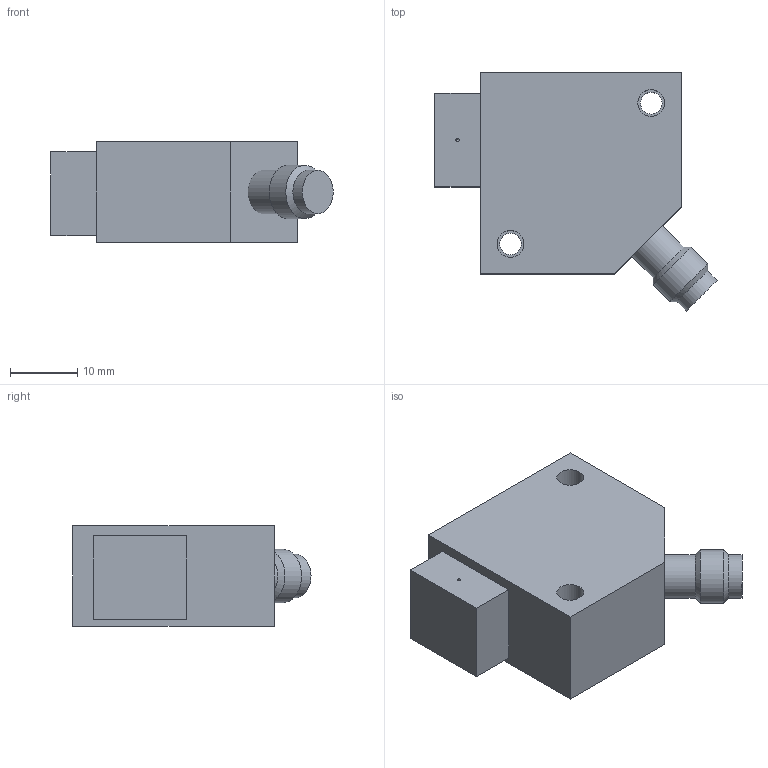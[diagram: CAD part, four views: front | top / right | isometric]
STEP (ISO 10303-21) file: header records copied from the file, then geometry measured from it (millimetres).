
FILE_DESCRIPTION(/* description */ (''),/* implementation_level */ '2;1');
FILE_NAME(/* name */ 'OL150470.stp',/* time_stamp */ '2016-10-07T14:31:59+02:00',/* author */ ('mitarbeiter'),/* organization */ (''),/* preprocessor_version */ 'ST-DEVELOPER v15.2',/* originating_system */ 'Autodesk Inventor 2014',/* authorisation */ '');
FILE_SCHEMA (('AUTOMOTIVE_DESIGN { 1 0 10303 214 3 1 1 }'));
Length unit declared in the file: millimetre
Products named in the file (3): Gehäuse_OL150470; Anschluss_OL150470; OL150470
Bounding box: 42.14 x 35.52 x 15 mm (x, y, z)
Volume: 14086.9 mm3; surface area: 4434.6 mm2
Topology: 2 solids, 2 shells, 29 faces, 58 edges, 37 vertices
Faces by surface type: plane 17, cylinder 9, cone 3
Full cylindrical faces by diameter (mm): 0.5 x1, 3.242 x2, 4 x2, 6.25 x1, 6.5 x2, 8 x1
Entity records: 763 total; most frequent: DIRECTION 131, CARTESIAN_POINT 115, ORIENTED_EDGE 90, AXIS2_PLACEMENT_3D 52, EDGE_LOOP 49, EDGE_CURVE 45, VERTEX_POINT 36, FACE_OUTER_BOUND 29
